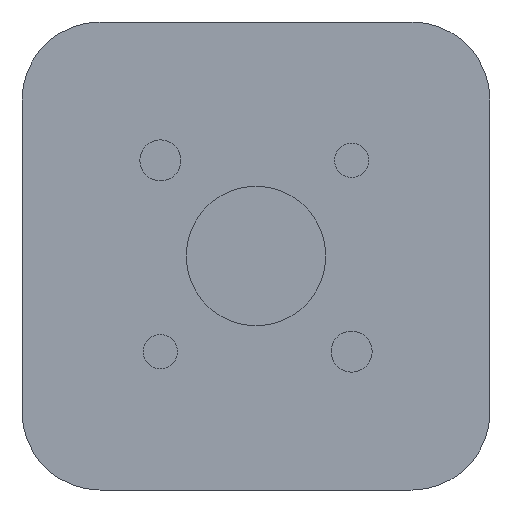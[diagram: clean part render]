
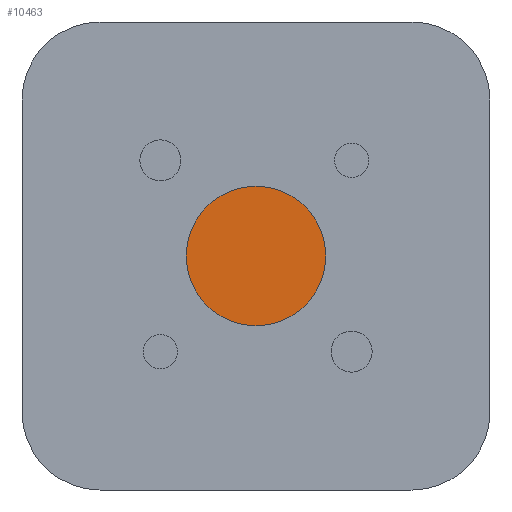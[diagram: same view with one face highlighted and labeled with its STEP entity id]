
A CAD part, left-side view. The second image highlights one B-rep face of the part: STEP entity #10463.
In plain terms, the highlighted planar face has unit normal (-1, 0, 0).
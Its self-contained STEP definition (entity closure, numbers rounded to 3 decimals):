
#1811 = CARTESIAN_POINT ( 'NONE',  ( -21.321, 0., 8.5 ) ) ;
#1812 = CARTESIAN_POINT ( 'NONE',  ( -21.321, 0., -8.5 ) ) ;
#2559 = FACE_OUTER_BOUND ( 'NONE', #11080, .T. ) ;
#3556 = PLANE ( 'NONE',  #6324 ) ;
#3560 = CARTESIAN_POINT ( 'NONE',  ( -21.321, 8.5, 0. ) ) ;
#3569 = DIRECTION ( 'NONE',  ( 1., 0., 0. ) ) ;
#3570 = DIRECTION ( 'NONE',  ( 0., 0., -1. ) ) ;
#4379 = ORIENTED_EDGE ( 'NONE', *, *, #6656, .T. ) ;
#4380 = ORIENTED_EDGE ( 'NONE', *, *, #6641, .T. ) ;
#5961 = AXIS2_PLACEMENT_3D ( 'NONE', #7968, #7977, #7978 ) ;
#5970 = AXIS2_PLACEMENT_3D ( 'NONE', #8011, #8018, #8019 ) ;
#6324 = AXIS2_PLACEMENT_3D ( 'NONE', #3560, #3569, #3570 ) ;
#6641 = EDGE_CURVE ( 'NONE', #9775, #9774, #8836, .T. ) ;
#6656 = EDGE_CURVE ( 'NONE', #9774, #9775, #8855, .T. ) ;
#7968 = CARTESIAN_POINT ( 'NONE',  ( -21.321, 0., 0. ) ) ;
#7977 = DIRECTION ( 'NONE',  ( -1., 0., 0. ) ) ;
#7978 = DIRECTION ( 'NONE',  ( 0., 0., 1. ) ) ;
#8011 = CARTESIAN_POINT ( 'NONE',  ( -21.321, 0., 0. ) ) ;
#8018 = DIRECTION ( 'NONE',  ( -1., 0., 0. ) ) ;
#8019 = DIRECTION ( 'NONE',  ( 0., 0., 1. ) ) ;
#8836 = CIRCLE ( 'NONE', #5961, 8.5 ) ;
#8855 = CIRCLE ( 'NONE', #5970, 8.5 ) ;
#9774 = VERTEX_POINT ( 'NONE', #1811 ) ;
#9775 = VERTEX_POINT ( 'NONE', #1812 ) ;
#10463 = ADVANCED_FACE ( 'NONE', ( #2559 ), #3556, .F. ) ;
#11080 = EDGE_LOOP ( 'NONE', ( #4379, #4380 ) ) ;
